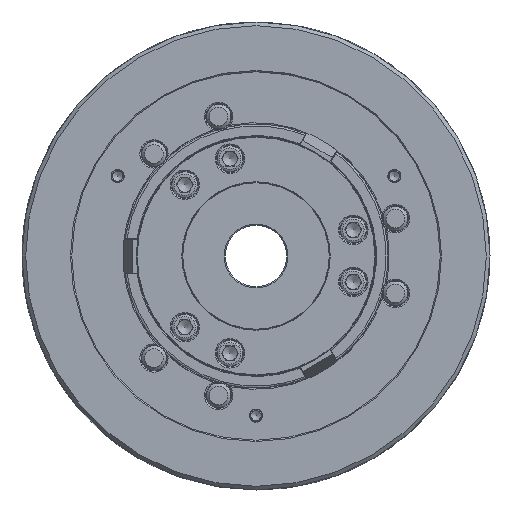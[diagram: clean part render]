
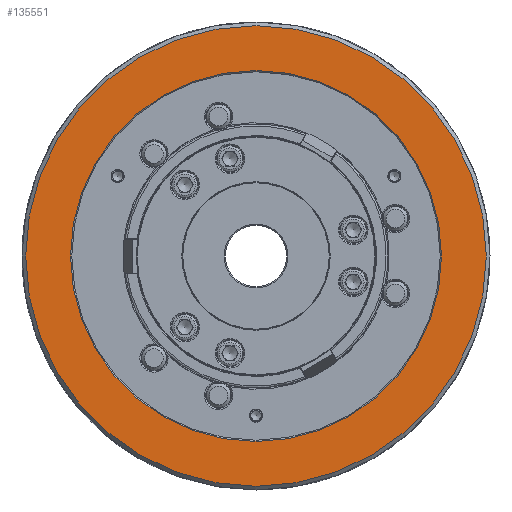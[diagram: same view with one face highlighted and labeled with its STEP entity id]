
A CAD part, left-side view. The second image highlights one B-rep face of the part: STEP entity #135551.
In plain terms, the highlighted planar face has unit normal (-1, 0, 0).
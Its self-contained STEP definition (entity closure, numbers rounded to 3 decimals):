
#28241=ORIENTED_EDGE('',*,*,#56986,.F.);
#28242=ORIENTED_EDGE('',*,*,#56985,.T.);
#56985=EDGE_CURVE('',#71388,#71388,#80801,.T.);
#56986=EDGE_CURVE('',#71389,#71389,#80802,.T.);
#71388=VERTEX_POINT('',#175389);
#71389=VERTEX_POINT('',#175392);
#80801=CIRCLE('',#141185,151.);
#80802=CIRCLE('',#141187,187.5);
#81951=EDGE_LOOP('',(#28241));
#81952=EDGE_LOOP('',(#28242));
#87797=FACE_BOUND('',#81951,.T.);
#87798=FACE_BOUND('',#81952,.T.);
#93494=PLANE('',#141186);
#135551=ADVANCED_FACE('',(#87797,#87798),#93494,.T.);
#141185=AXIS2_PLACEMENT_3D('',#175388,#148727,#148728);
#141186=AXIS2_PLACEMENT_3D('',#175390,#148729,#148730);
#141187=AXIS2_PLACEMENT_3D('',#175391,#148731,#148732);
#148727=DIRECTION('',(1.,0.,0.));
#148728=DIRECTION('',(0.,0.,-1.));
#148729=DIRECTION('',(-1.,0.,0.));
#148730=DIRECTION('',(0.,0.,1.));
#148731=DIRECTION('',(1.,0.,0.));
#148732=DIRECTION('',(0.,0.,-1.));
#175388=CARTESIAN_POINT('',(-147.,0.,0.));
#175389=CARTESIAN_POINT('',(-147.,0.,-151.));
#175390=CARTESIAN_POINT('',(-147.,93.75,-162.38));
#175391=CARTESIAN_POINT('',(-147.,0.,0.));
#175392=CARTESIAN_POINT('',(-147.,0.,-187.5));
